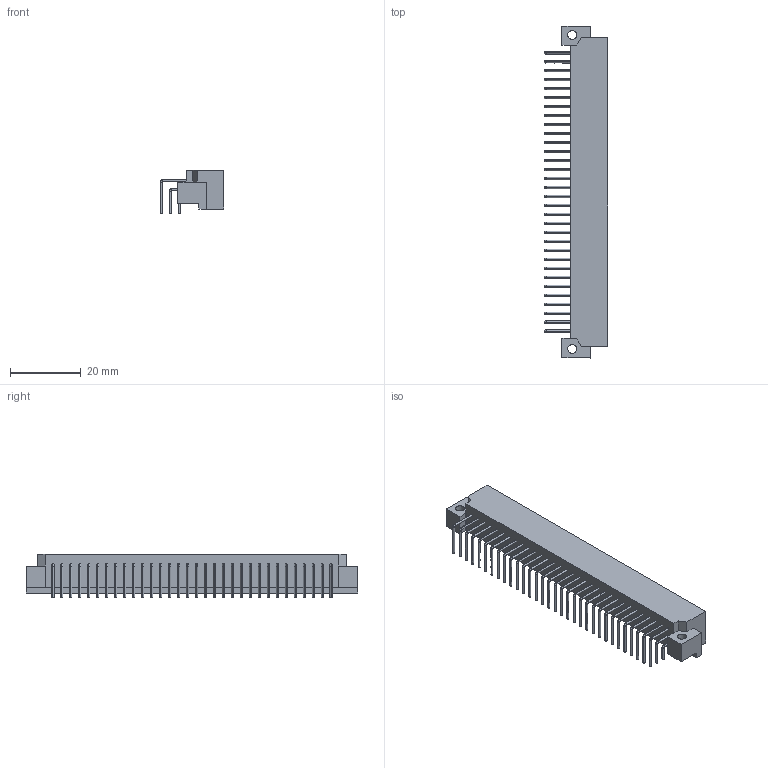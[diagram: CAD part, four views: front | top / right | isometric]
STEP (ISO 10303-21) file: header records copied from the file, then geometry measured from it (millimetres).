
FILE_DESCRIPTION((''),'2;1');
FILE_NAME('HARTING_09 03 196 2921.stp','2009-10-19T09:51:54',(''),(''),'Mechanical Desktop 2006','Mechanical Desktop 2006',', , ');
FILE_SCHEMA(('AUTOMOTIVE_DESIGN { 1 2 10303 214 0 1 1 1 }'));
Length unit declared in the file: millimetre
Products named in the file (1): Product
Bounding box: 18.02 x 94 x 12.35 mm (x, y, z)
Volume: 5806.7 mm3; surface area: 9193.3 mm2
Topology: 97 solids, 97 shells, 830 faces, 1582 edges, 948 vertices
Faces by surface type: cylinder 396, plane 194, torus 192, bspline 48
Entity records: 20945 total; most frequent: DIRECTION 4016, CARTESIAN_POINT 3784, ORIENTED_EDGE 3162, AXIS2_PLACEMENT_3D 1807, EDGE_CURVE 1581, CIRCLE 1024, VERTEX_POINT 946, EDGE_LOOP 847
